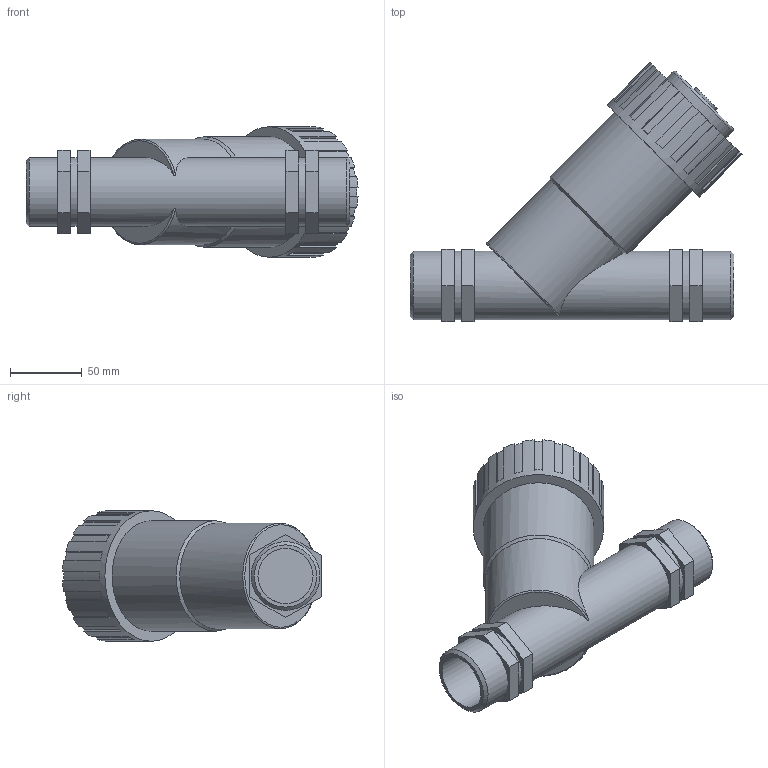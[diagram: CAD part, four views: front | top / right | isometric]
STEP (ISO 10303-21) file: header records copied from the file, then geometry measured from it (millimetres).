
FILE_DESCRIPTION(/* description */ ('PLASSON CHECK VALVE 1.1/4"'),/* implementation_level */ '2;1');
FILE_NAME(/* name */ '03067188.ipt.stp',/* time_stamp */ '2017-06-19T12:11:23+03:00',/* author */ ('KIM'),/* organization */ (''),/* preprocessor_version */ 'ST-DEVELOPER v15.6',/* originating_system */ 'Autodesk Inventor 2015',/* authorisation */ '');
FILE_SCHEMA (('AUTOMOTIVE_DESIGN { 1 0 10303 214 3 1 1 }'));
Length unit declared in the file: millimetre
Products named in the file (1): 03067188
Bounding box: 230.57 x 179.98 x 90.67 mm (x, y, z)
Volume: 982746.1 mm3; surface area: 110634.7 mm2
Topology: 1 solids, 1 shells, 138 faces, 368 edges, 245 vertices
Faces by surface type: plane 100, cylinder 33, cone 3, torus 2
Full cylindrical faces by diameter (mm): 20.925 x1, 38.242 x2, 47.803 x5, 58.59 x1, 76.725 x1, 90.675 x1
Entity records: 4347 total; most frequent: CARTESIAN_POINT 882, DIRECTION 724, ORIENTED_EDGE 694, EDGE_CURVE 347, AXIS2_PLACEMENT_3D 246, VERTEX_POINT 239, LINE 232, VECTOR 232
